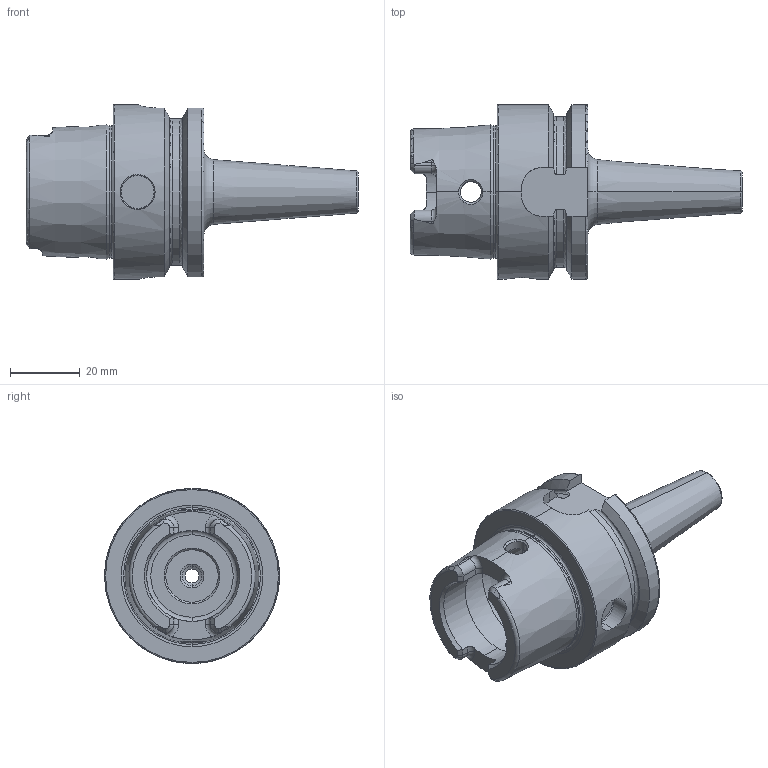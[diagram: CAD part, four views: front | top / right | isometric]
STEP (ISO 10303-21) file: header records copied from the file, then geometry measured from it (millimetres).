
FILE_DESCRIPTION (( 'STEP AP214' ), '1' );
FILE_NAME ('HA5.S04.K01.070.STEP', '2024-08-16T14:34:55', ( '' ), ( '' ), 'SwSTEP 2.0', 'SolidWorks 2022', '' );
FILE_SCHEMA (( 'AUTOMOTIVE_DESIGN' ));
Length unit declared in the file: millimetre
Products named in the file (2): HA5.S04.K01.070; HA5-S04.K01.070_A_Fertigbearbeitung
Assembly tree (1 placements, depth 2):
  HA5.S04.K01.070
    HA5-S04.K01.070_A_Fertigbearbeitung
Bounding box: 94.9 x 50 x 50 mm (x, y, z)
Volume: 56096.6 mm3; surface area: 17818.8 mm2
Topology: 1 solids, 1 shells, 162 faces, 418 edges, 259 vertices
Faces by surface type: cylinder 47, plane 46, torus 33, cone 32, bspline 4
Entity records: 6571 total; most frequent: CARTESIAN_POINT 2093, ORIENTED_EDGE 836, DIRECTION 796, EDGE_CURVE 418, AXIS2_PLACEMENT_3D 327, VERTEX_POINT 259, EDGE_LOOP 169, CIRCLE 165
